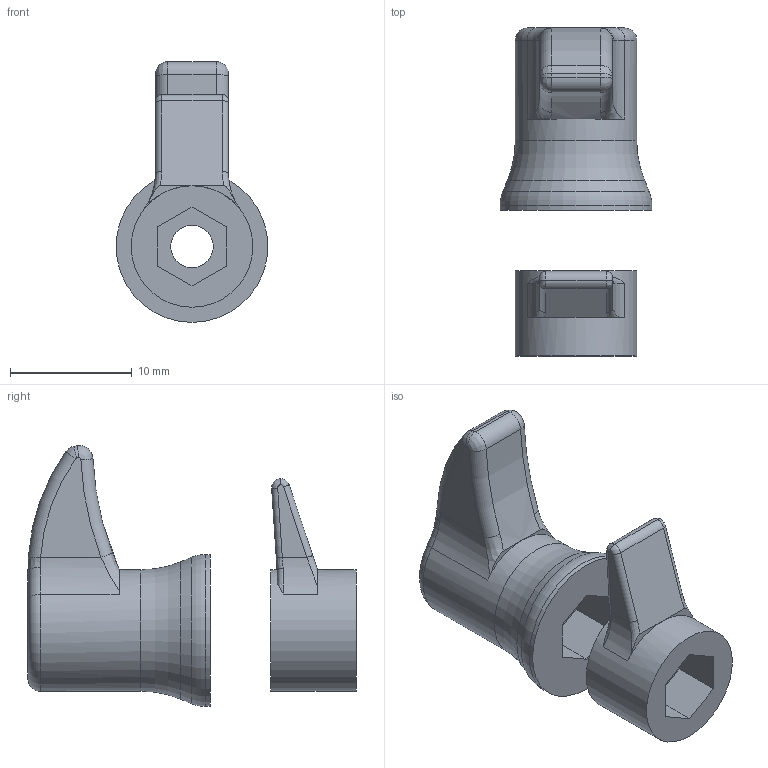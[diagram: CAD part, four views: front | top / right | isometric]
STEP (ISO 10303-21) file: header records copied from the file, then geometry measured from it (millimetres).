
FILE_DESCRIPTION(/* description */ (''),/* implementation_level */ '2;1');
FILE_NAME(/* name */ 'Lid Handles.step',/* time_stamp */ '2025-08-08T09:29:06+10:00',/* author */ (''),/* organization */ (''),/* preprocessor_version */ 'ST-DEVELOPER v20.1',/* originating_system */ 'Autodesk Translation Framework v14.10.0.0',/* authorisation */ '');
FILE_SCHEMA (('AUTOMOTIVE_DESIGN { 1 0 10303 214 3 1 1 }'));
Length unit declared in the file: millimetre
Products named in the file (3): Handles; Component2; Component3
Assembly tree (2 placements, depth 2):
  Handles
    Component2
    Component3
Bounding box: 12.5 x 27 x 21.47 mm (x, y, z)
Volume: 1793.1 mm3; surface area: 1682.2 mm2
Topology: 2 solids, 2 shells, 82 faces, 193 edges, 119 vertices
Faces by surface type: plane 31, cylinder 21, bspline 16, torus 13, cone 1
Full cylindrical faces by diameter (mm): 3.5 x2, 6 x1, 10 x2, 12.5 x1
Entity records: 2849 total; most frequent: CARTESIAN_POINT 879, DIRECTION 415, ORIENTED_EDGE 386, EDGE_CURVE 193, AXIS2_PLACEMENT_3D 171, VERTEX_POINT 119, CIRCLE 92, EDGE_LOOP 90
